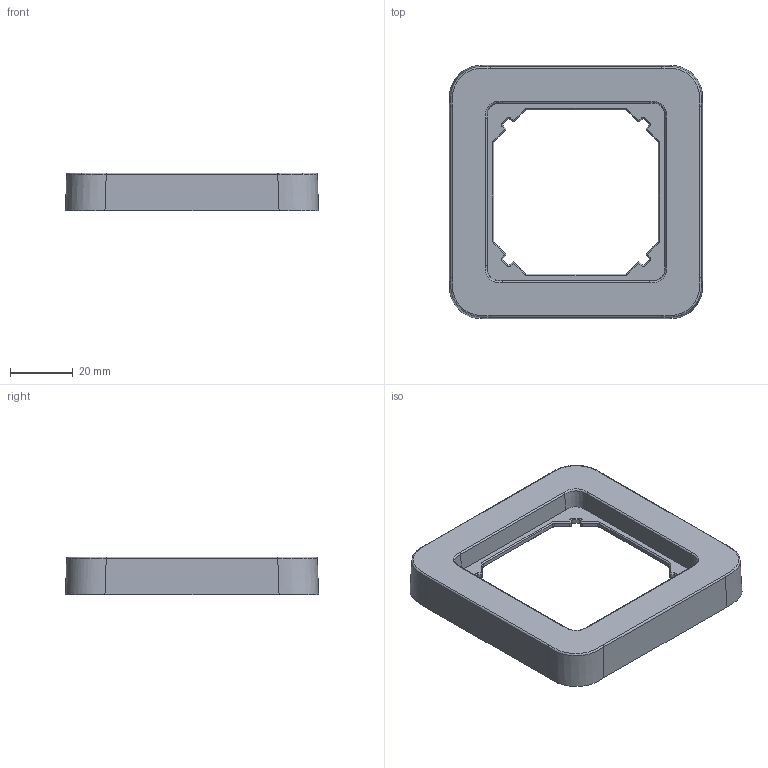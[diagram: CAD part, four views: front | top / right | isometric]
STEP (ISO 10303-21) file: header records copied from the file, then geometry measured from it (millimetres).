
FILE_DESCRIPTION (( 'STEP AP214' ), '1' );
FILE_NAME ('Part_Switch-Frame.STEP', '2020-01-06T13:09:42', ( 'Ritterchen' ), ( 'Microsoft' ), 'SwSTEP 2.0', 'SolidWorks 2020', '' );
FILE_SCHEMA (( 'AUTOMOTIVE_DESIGN' ));
Length unit declared in the file: millimetre
Products named in the file (1): Part_Switch-Frame
Bounding box: 80.44 x 80.44 x 12.07 mm (x, y, z)
Volume: 19729.6 mm3; surface area: 16892.7 mm2
Topology: 1 solids, 1 shells, 332 faces, 768 edges, 440 vertices
Faces by surface type: bspline 220, plane 112
Entity records: 13665 total; most frequent: CARTESIAN_POINT 8741, ORIENTED_EDGE 1536, EDGE_CURVE 768, B_SPLINE_CURVE_WITH_KNOTS 623, VERTEX_POINT 440, EDGE_LOOP 336, ADVANCED_FACE 332, FACE_OUTER_BOUND 332
